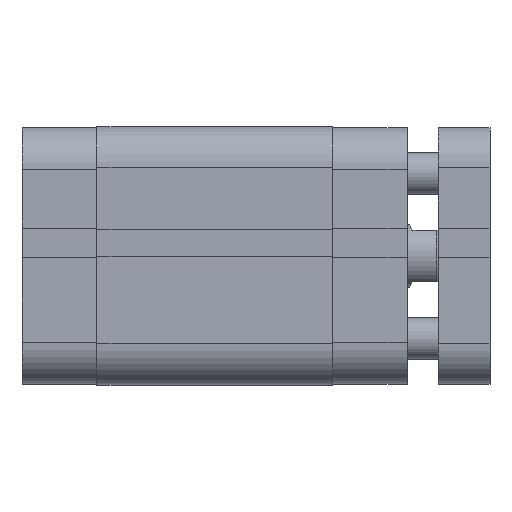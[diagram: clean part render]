
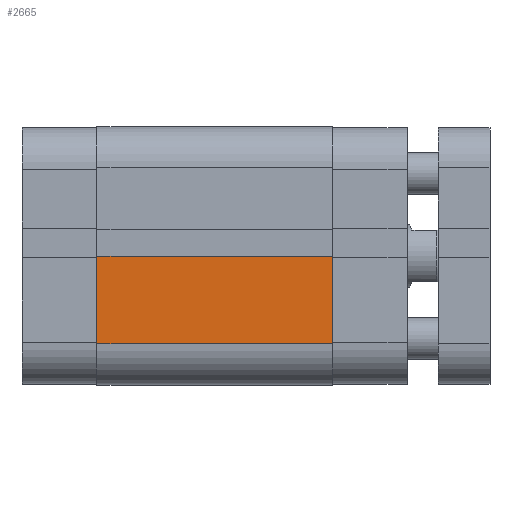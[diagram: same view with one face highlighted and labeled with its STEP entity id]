
A CAD part, top view. The second image highlights one B-rep face of the part: STEP entity #2665.
In plain terms, the highlighted face is planar.
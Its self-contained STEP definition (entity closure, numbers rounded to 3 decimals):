
#1127 = EDGE_CURVE ( 'NONE', #2737, #2748, #7798, .T. ) ;
#1130 = EDGE_CURVE ( 'NONE', #2748, #2799, #7789, .T. ) ;
#1136 = EDGE_CURVE ( 'NONE', #2737, #2739, #7803, .T. ) ;
#1140 = EDGE_CURVE ( 'NONE', #2739, #2799, #7809, .T. ) ;
#1455 = PLANE ( 'NONE',  #5587 ) ;
#1458 = CARTESIAN_POINT ( 'NONE',  ( 0., -25., 45.5 ) ) ;
#1464 = DIRECTION ( 'NONE',  ( 0., 1., 0. ) ) ;
#1465 = DIRECTION ( 'NONE',  ( -1., 0., 0. ) ) ;
#1771 = CARTESIAN_POINT ( 'NONE',  ( 0.1, -25., 45.5 ) ) ;
#1773 = CARTESIAN_POINT ( 'NONE',  ( 17., -25., 45.5 ) ) ;
#1780 = CARTESIAN_POINT ( 'NONE',  ( 0.1, -25., 0. ) ) ;
#1831 = CARTESIAN_POINT ( 'NONE',  ( 17., -25., 0. ) ) ;
#2665 = ADVANCED_FACE ( 'NONE', ( #8295 ), #1455, .F. ) ;
#2737 = VERTEX_POINT ( 'NONE', #1771 ) ;
#2739 = VERTEX_POINT ( 'NONE', #1773 ) ;
#2748 = VERTEX_POINT ( 'NONE', #1780 ) ;
#2799 = VERTEX_POINT ( 'NONE', #1831 ) ;
#3925 = EDGE_LOOP ( 'NONE', ( #4421, #4420, #4419, #4418 ) ) ;
#4418 = ORIENTED_EDGE ( 'NONE', *, *, #1127, .T. ) ;
#4419 = ORIENTED_EDGE ( 'NONE', *, *, #1136, .F. ) ;
#4420 = ORIENTED_EDGE ( 'NONE', *, *, #1140, .F. ) ;
#4421 = ORIENTED_EDGE ( 'NONE', *, *, #1130, .T. ) ;
#5587 = AXIS2_PLACEMENT_3D ( 'NONE', #1458, #1464, #1465 ) ;
#6909 = CARTESIAN_POINT ( 'NONE',  ( 0.1, -25., 45.5 ) ) ;
#6910 = DIRECTION ( 'NONE',  ( 0., 0., -1. ) ) ;
#6913 = CARTESIAN_POINT ( 'NONE',  ( 0., -25., 0. ) ) ;
#6916 = DIRECTION ( 'NONE',  ( 1., 0., 0. ) ) ;
#6919 = CARTESIAN_POINT ( 'NONE',  ( 0., -25., 45.5 ) ) ;
#6929 = DIRECTION ( 'NONE',  ( 1., 0., 0. ) ) ;
#6937 = CARTESIAN_POINT ( 'NONE',  ( 17., -25., 45.5 ) ) ;
#6938 = DIRECTION ( 'NONE',  ( 0., 0., -1. ) ) ;
#7789 = LINE ( 'NONE', #6913, #7804 ) ;
#7798 = LINE ( 'NONE', #6909, #7799 ) ;
#7799 = VECTOR ( 'NONE', #6910, 1000. ) ;
#7803 = LINE ( 'NONE', #6919, #7816 ) ;
#7804 = VECTOR ( 'NONE', #6916, 1000. ) ;
#7805 = VECTOR ( 'NONE', #6938, 1000. ) ;
#7809 = LINE ( 'NONE', #6937, #7805 ) ;
#7816 = VECTOR ( 'NONE', #6929, 1000. ) ;
#8295 = FACE_OUTER_BOUND ( 'NONE', #3925, .T. ) ;
